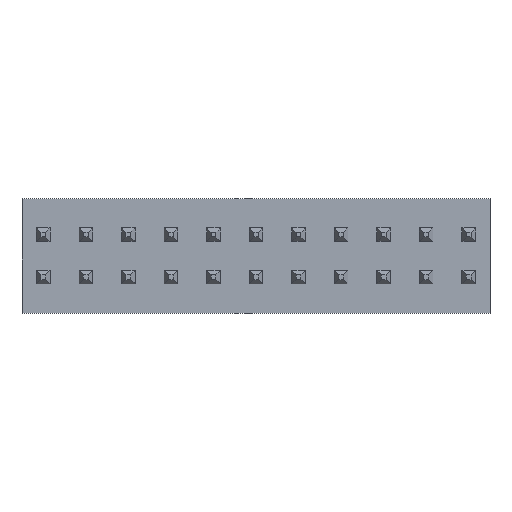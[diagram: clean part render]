
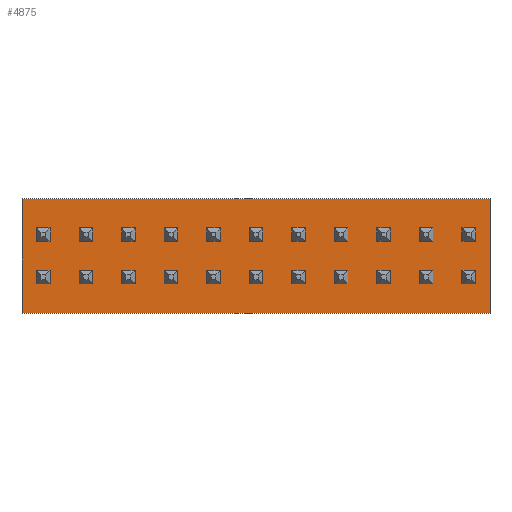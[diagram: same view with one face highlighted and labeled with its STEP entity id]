
A CAD part, top view. The second image highlights one B-rep face of the part: STEP entity #4875.
In plain terms, the highlighted planar face has unit normal (0, 0, 1).
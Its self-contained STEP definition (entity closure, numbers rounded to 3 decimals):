
#25=FACE_OUTER_BOUND($,#299,.T.);
#299=EDGE_LOOP($,(#3184,#3185,#3186,#3187));
#570=LINE($,#6699,#1286);
#574=LINE($,#6706,#1290);
#577=LINE($,#6712,#1293);
#579=LINE($,#6715,#1295);
#1286=VECTOR($,#5431,3.429);
#1290=VECTOR($,#5437,13.97);
#1293=VECTOR($,#5442,3.429);
#1295=VECTOR($,#5446,13.97);
#2002=VERTEX_POINT($,#6696);
#2003=VERTEX_POINT($,#6698);
#2005=VERTEX_POINT($,#6704);
#2007=VERTEX_POINT($,#6710);
#2450=EDGE_CURVE($,#2003,#2002,#570,.T.);
#2454=EDGE_CURVE($,#2002,#2005,#574,.T.);
#2457=EDGE_CURVE($,#2005,#2007,#577,.T.);
#2459=EDGE_CURVE($,#2007,#2003,#579,.T.);
#3184=ORIENTED_EDGE($,*,*,#2450,.T.);
#3185=ORIENTED_EDGE($,*,*,#2454,.T.);
#3186=ORIENTED_EDGE($,*,*,#2457,.T.);
#3187=ORIENTED_EDGE($,*,*,#2459,.T.);
#4601=PLANE($,#5156);
#4875=ADVANCED_FACE($,(#25),#4601,.T.);
#5156=AXIS2_PLACEMENT_3D($,#6717,#5449,#5450);
#5431=DIRECTION($,(0.,-1.,0.));
#5437=DIRECTION($,(1.,0.,0.));
#5442=DIRECTION($,(0.,1.,0.));
#5446=DIRECTION($,(-1.,0.,0.));
#5449=DIRECTION('center_axis',(0.,0.,1.));
#5450=DIRECTION('ref_axis',(0.,-1.,0.));
#6696=CARTESIAN_POINT('',(-6.985,-1.715,0.864));
#6698=CARTESIAN_POINT('',(-6.985,1.715,0.864));
#6699=CARTESIAN_POINT($,(-6.985,1.715,0.864));
#6704=CARTESIAN_POINT('',(6.985,-1.715,0.864));
#6706=CARTESIAN_POINT($,(-6.985,-1.715,0.864));
#6710=CARTESIAN_POINT('',(6.985,1.715,0.864));
#6712=CARTESIAN_POINT($,(6.985,-1.715,0.864));
#6715=CARTESIAN_POINT($,(6.985,1.715,0.864));
#6717=CARTESIAN_POINT('Origin',(0.,0.,0.864));
